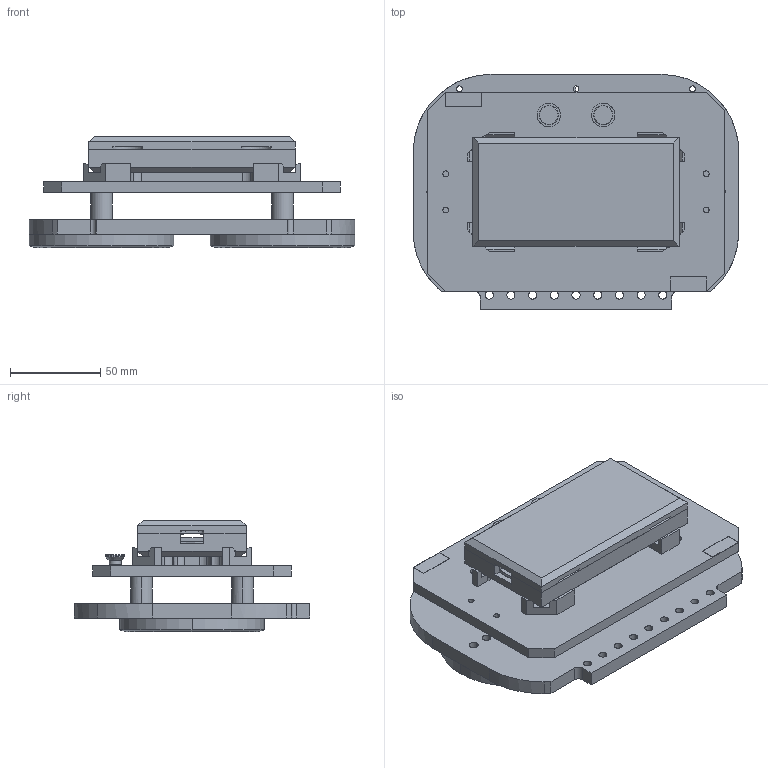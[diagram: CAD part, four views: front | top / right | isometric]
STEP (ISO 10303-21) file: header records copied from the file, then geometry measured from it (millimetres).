
FILE_DESCRIPTION(('CATIA V5 STEP Exchange'),'2;1');
FILE_NAME('ProductAndPallet.stp','2017-03-15T07:39:40+00:00',('none'),('none'),'Version 5-6 Release 2012','CATIA V5 STEP AP203','none');
FILE_SCHEMA(('CONFIG_CONTROL_DESIGN'));
Length unit declared in the file: millimetre
Products named in the file (6): ProductAndPallet; _Werkstückträger; 014-055a_Werkstückträger-80_E-Band-mit Fixierbolzen; 014-102a_Palette_komplett; _Werkstück-RAISONANCE-komplett; _Platine_Dummy_komplett-neu
Assembly tree (38 placements, depth 6):
  ProductAndPallet
    _Werkstückträger
      014-055a_Werkstückträger-80_E-Band-mit Fixierbolzen
        #73
        #6435  x2
        #6737  x4
        #7333  x2
        #7875  x2
        #8373  x2
        #9133  x4
        #9936
      014-102a_Palette_komplett
        #10132
        #12695
        #15964  x2
        #16737  x2
        _Werkstück-RAISONANCE-komplett
          #17798
          _Platine_Dummy_komplett-neu
            #22625
            #23719  x2
            #26989  x2
          #27338
        #32209  x2
Bounding box: 180 x 130 x 61.5 mm (x, y, z)
Volume: 470141.1 mm3; surface area: 188933.7 mm2
Topology: 33 solids, 33 shells, 1217 faces, 3269 edges, 2134 vertices
Faces by surface type: cylinder 531, plane 442, cone 172, torus 36, bspline 24, sphere 12
Entity records: 32314 total; most frequent: CARTESIAN_POINT 10589, ORIENTED_EDGE 4704, DIRECTION 3708, EDGE_CURVE 2352, AXIS2_PLACEMENT_3D 1618, VERTEX_POINT 1562, VECTOR 1157, LINE 1157
